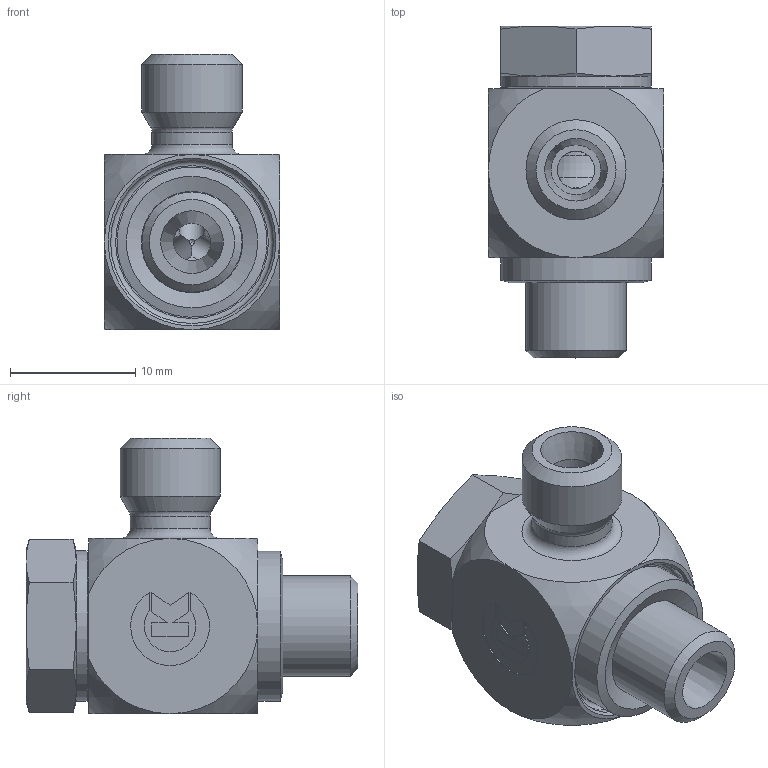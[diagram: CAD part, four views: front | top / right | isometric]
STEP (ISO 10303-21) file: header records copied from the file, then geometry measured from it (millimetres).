
FILE_DESCRIPTION((''),'2;1');
FILE_NAME('80740040808.stp','2014-09-06T17:32:56',(''),('KNOMI spol. s r. o.'),'Autodesk Inventor 2012','Autodesk Inventor 2012','');
FILE_SCHEMA(('AUTOMOTIVE_DESIGN { 1 2 10303 214 0 1 1 1 }'));
Length unit declared in the file: millimetre
Products named in the file (5): SPBM1 4LLM M8x1/M8x1 "B"; 7471 020 0808; 7092 35 0308; 6070551570; 807608
Assembly tree (4 placements, depth 2):
  SPBM1 4LLM M8x1/M8x1 "B"
    7471 020 0808
    7092 35 0308
    6070551570
    807608
Bounding box: 14 x 26.5 x 22 mm (x, y, z)
Volume: 3543.4 mm3; surface area: 3177.7 mm2
Topology: 4 solids, 4 shells, 142 faces, 350 edges, 220 vertices
Faces by surface type: plane 65, cone 34, cylinder 24, torus 11, sphere 8
Full cylindrical faces by diameter (mm): 2 x3, 3 x2, 4 x1, 5.5 x1, 6.4 x1, 8 x2, 8.1 x1, 8.96 x3, 9 x1, 12 x2, 13 x1
Entity records: 4307 total; most frequent: CARTESIAN_POINT 919, DIRECTION 655, ORIENTED_EDGE 574, EDGE_CURVE 287, AXIS2_PLACEMENT_3D 257, EDGE_LOOP 208, VERTEX_POINT 205, STYLED_ITEM 146
